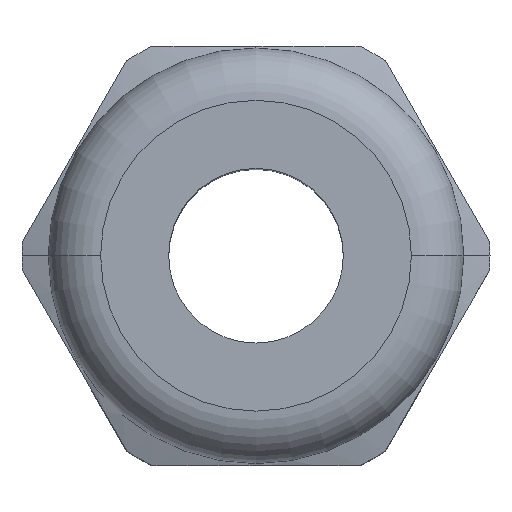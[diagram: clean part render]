
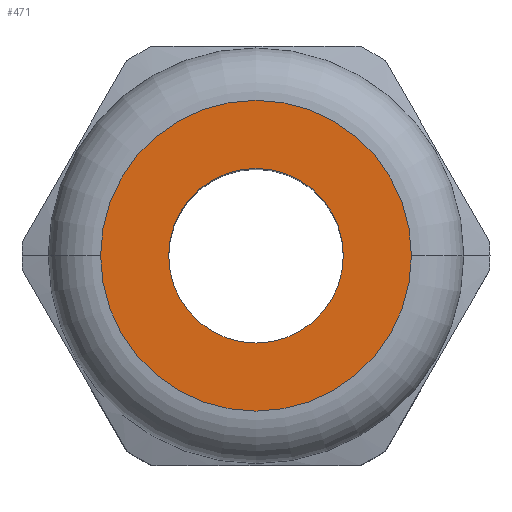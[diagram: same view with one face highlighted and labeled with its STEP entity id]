
A CAD part, top view. The second image highlights one B-rep face of the part: STEP entity #471.
In plain terms, the highlighted planar face has unit normal (0, 0, 1).
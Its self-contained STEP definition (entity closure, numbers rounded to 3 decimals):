
#190 = VERTEX_POINT ( 'NONE', #746 ) ;
#215 = VERTEX_POINT ( 'NONE', #952 ) ;
#216 = EDGE_CURVE ( 'NONE', #190, #215, #933, .T. ) ;
#244 = VERTEX_POINT ( 'NONE', #1036 ) ;
#245 = VERTEX_POINT ( 'NONE', #958 ) ;
#299 = EDGE_CURVE ( 'NONE', #244, #245, #1242, .T. ) ;
#344 = EDGE_CURVE ( 'NONE', #245, #244, #1215, .T. ) ;
#347 = EDGE_LOOP ( 'NONE', ( #472, #352 ) ) ;
#352 = ORIENTED_EDGE ( 'NONE', *, *, #500, .T. ) ;
#355 = EDGE_LOOP ( 'NONE', ( #473, #499 ) ) ;
#471 = ADVANCED_FACE ( 'NONE', ( #1264, #1275 ), #1263, .T. ) ;
#472 = ORIENTED_EDGE ( 'NONE', *, *, #216, .T. ) ;
#473 = ORIENTED_EDGE ( 'NONE', *, *, #344, .T. ) ;
#499 = ORIENTED_EDGE ( 'NONE', *, *, #299, .T. ) ;
#500 = EDGE_CURVE ( 'NONE', #215, #190, #1362, .T. ) ;
#746 = CARTESIAN_POINT ( 'NONE',  ( 8.9, 0., 35. ) ) ;
#928 = DIRECTION ( 'NONE',  ( 0., 0., 1. ) ) ;
#929 = CARTESIAN_POINT ( 'NONE',  ( 0., 0., 35. ) ) ;
#930 = AXIS2_PLACEMENT_3D ( 'NONE', #929, #928, #981 ) ;
#933 = CIRCLE ( 'NONE', #930, 8.9 ) ;
#952 = CARTESIAN_POINT ( 'NONE',  ( -8.9, 0., 35. ) ) ;
#958 = CARTESIAN_POINT ( 'NONE',  ( -5., 0., 35. ) ) ;
#981 = DIRECTION ( 'NONE',  ( 1., 0., 0. ) ) ;
#1036 = CARTESIAN_POINT ( 'NONE',  ( 5., 0., 35. ) ) ;
#1085 = AXIS2_PLACEMENT_3D ( 'NONE', #1230, #1241, #1240 ) ;
#1204 = DIRECTION ( 'NONE',  ( -1., 0., 0. ) ) ;
#1205 = DIRECTION ( 'NONE',  ( 0., 0., -1. ) ) ;
#1206 = CARTESIAN_POINT ( 'NONE',  ( 0., 0., 35. ) ) ;
#1207 = AXIS2_PLACEMENT_3D ( 'NONE', #1206, #1205, #1204 ) ;
#1215 = CIRCLE ( 'NONE', #1207, 5. ) ;
#1230 = CARTESIAN_POINT ( 'NONE',  ( 0., 0., 35. ) ) ;
#1240 = DIRECTION ( 'NONE',  ( -1., 0., 0. ) ) ;
#1241 = DIRECTION ( 'NONE',  ( 0., 0., -1. ) ) ;
#1242 = CIRCLE ( 'NONE', #1085, 5. ) ;
#1263 = PLANE ( 'NONE',  #1280 ) ;
#1264 = FACE_BOUND ( 'NONE', #355, .T. ) ;
#1274 = CARTESIAN_POINT ( 'NONE',  ( 0., 0., 35. ) ) ;
#1275 = FACE_OUTER_BOUND ( 'NONE', #347, .T. ) ;
#1280 = AXIS2_PLACEMENT_3D ( 'NONE', #1274, #1320, #1319 ) ;
#1319 = DIRECTION ( 'NONE',  ( 1., 0., 0. ) ) ;
#1320 = DIRECTION ( 'NONE',  ( 0., 0., 1. ) ) ;
#1358 = DIRECTION ( 'NONE',  ( 1., 0., 0. ) ) ;
#1359 = DIRECTION ( 'NONE',  ( 0., 0., 1. ) ) ;
#1360 = CARTESIAN_POINT ( 'NONE',  ( 0., 0., 35. ) ) ;
#1362 = CIRCLE ( 'NONE', #1366, 8.9 ) ;
#1366 = AXIS2_PLACEMENT_3D ( 'NONE', #1360, #1359, #1358 ) ;
